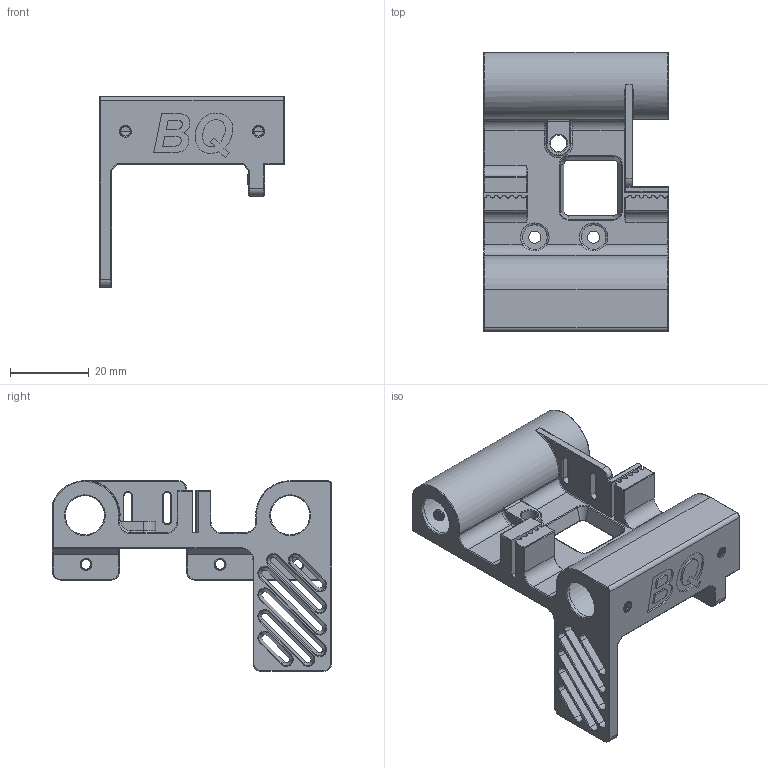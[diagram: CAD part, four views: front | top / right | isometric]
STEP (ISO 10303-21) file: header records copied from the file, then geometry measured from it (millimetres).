
FILE_DESCRIPTION (( 'STEP AP214' ), '1' );
FILE_NAME ('BQ_AL.STEP', '2024-02-02T23:45:45', ( '' ), ( '' ), 'SwSTEP 2.0', 'SolidWorks 2023', '' );
FILE_SCHEMA (( 'AUTOMOTIVE_DESIGN' ));
Length unit declared in the file: millimetre
Products named in the file (1): BQ_AL
Bounding box: 47 x 71.09 x 48.56 mm (x, y, z)
Volume: 20307.8 mm3; surface area: 18744.1 mm2
Topology: 1 solids, 1 shells, 650 faces, 1692 edges, 1031 vertices
Faces by surface type: cylinder 327, plane 112, torus 89, bspline 76, cone 32, sphere 14
Entity records: 28035 total; most frequent: CARTESIAN_POINT 12941, ORIENTED_EDGE 3348, DIRECTION 3064, EDGE_CURVE 1674, AXIS2_PLACEMENT_3D 1199, VERTEX_POINT 1031, EDGE_LOOP 697, LINE 666
